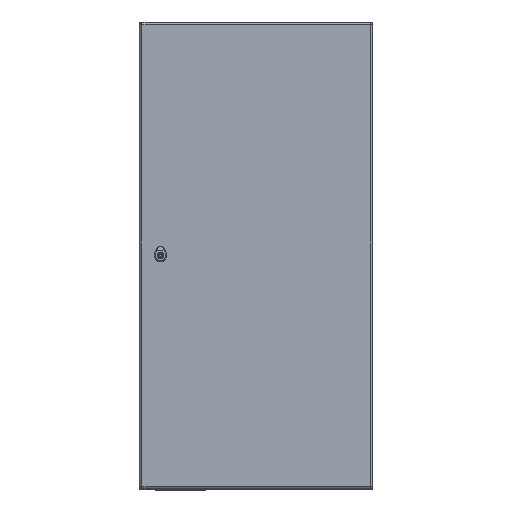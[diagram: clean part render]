
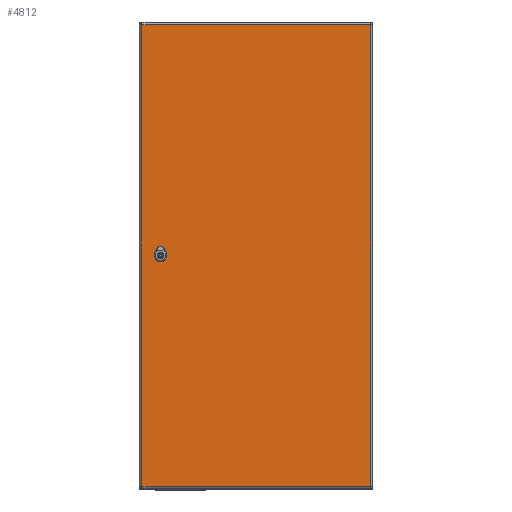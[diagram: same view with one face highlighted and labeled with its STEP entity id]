
A CAD part, top view. The second image highlights one B-rep face of the part: STEP entity #4812.
In plain terms, the highlighted face is planar.
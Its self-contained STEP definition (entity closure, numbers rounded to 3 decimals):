
#2882=FACE_BOUND('',#6899,.T.);
#2883=FACE_BOUND('',#6900,.T.);
#4080=CIRCLE('',#17865,11.25);
#4081=CIRCLE('',#17866,11.25);
#4082=CIRCLE('',#17867,11.25);
#4083=CIRCLE('',#17868,11.25);
#4084=CIRCLE('',#17869,0.4);
#4085=CIRCLE('',#17870,0.4);
#4086=CIRCLE('',#17871,0.4);
#4087=CIRCLE('',#17872,0.4);
#4812=ADVANCED_FACE('',(#2882,#2883),#5386,.F.);
#5386=PLANE('',#17873);
#6899=EDGE_LOOP('',(#9263,#9264,#9265,#9266,#9267,#9268,#9269,#9270));
#6900=EDGE_LOOP('',(#9271,#9272,#9273,#9274,#9275,#9276,#9277,#9278));
#9263=ORIENTED_EDGE('',*,*,#14115,.T.);
#9264=ORIENTED_EDGE('',*,*,#14116,.T.);
#9265=ORIENTED_EDGE('',*,*,#14117,.T.);
#9266=ORIENTED_EDGE('',*,*,#14118,.T.);
#9267=ORIENTED_EDGE('',*,*,#14119,.T.);
#9268=ORIENTED_EDGE('',*,*,#14120,.T.);
#9269=ORIENTED_EDGE('',*,*,#14121,.T.);
#9270=ORIENTED_EDGE('',*,*,#14122,.T.);
#9271=ORIENTED_EDGE('',*,*,#14123,.F.);
#9272=ORIENTED_EDGE('',*,*,#14124,.F.);
#9273=ORIENTED_EDGE('',*,*,#14125,.F.);
#9274=ORIENTED_EDGE('',*,*,#14126,.F.);
#9275=ORIENTED_EDGE('',*,*,#14127,.F.);
#9276=ORIENTED_EDGE('',*,*,#14128,.F.);
#9277=ORIENTED_EDGE('',*,*,#14129,.F.);
#9278=ORIENTED_EDGE('',*,*,#14130,.F.);
#12447=VERTEX_POINT('',#25440);
#12448=VERTEX_POINT('',#25441);
#12449=VERTEX_POINT('',#25443);
#12450=VERTEX_POINT('',#25445);
#12451=VERTEX_POINT('',#25447);
#12452=VERTEX_POINT('',#25449);
#12453=VERTEX_POINT('',#25451);
#12454=VERTEX_POINT('',#25453);
#12455=VERTEX_POINT('',#25456);
#12456=VERTEX_POINT('',#25457);
#12457=VERTEX_POINT('',#25459);
#12458=VERTEX_POINT('',#25461);
#12459=VERTEX_POINT('',#25463);
#12460=VERTEX_POINT('',#25465);
#12461=VERTEX_POINT('',#25467);
#12462=VERTEX_POINT('',#25469);
#14115=EDGE_CURVE('',#12447,#12448,#15617,.T.);
#14116=EDGE_CURVE('',#12448,#12449,#4080,.T.);
#14117=EDGE_CURVE('',#12449,#12450,#15618,.T.);
#14118=EDGE_CURVE('',#12450,#12451,#4081,.T.);
#14119=EDGE_CURVE('',#12451,#12452,#15619,.T.);
#14120=EDGE_CURVE('',#12452,#12453,#4082,.T.);
#14121=EDGE_CURVE('',#12453,#12454,#15620,.T.);
#14122=EDGE_CURVE('',#12454,#12447,#4083,.T.);
#14123=EDGE_CURVE('',#12455,#12456,#4084,.T.);
#14124=EDGE_CURVE('',#12457,#12455,#15621,.T.);
#14125=EDGE_CURVE('',#12458,#12457,#4085,.T.);
#14126=EDGE_CURVE('',#12459,#12458,#15622,.T.);
#14127=EDGE_CURVE('',#12460,#12459,#4086,.T.);
#14128=EDGE_CURVE('',#12461,#12460,#15623,.T.);
#14129=EDGE_CURVE('',#12462,#12461,#4087,.T.);
#14130=EDGE_CURVE('',#12456,#12462,#15624,.T.);
#15617=LINE('',#25439,#16495);
#15618=LINE('',#25444,#16496);
#15619=LINE('',#25448,#16497);
#15620=LINE('',#25452,#16498);
#15621=LINE('',#25458,#16499);
#15622=LINE('',#25462,#16500);
#15623=LINE('',#25466,#16501);
#15624=LINE('',#25470,#16502);
#16495=VECTOR('',#20911,1.);
#16496=VECTOR('',#20914,1.);
#16497=VECTOR('',#20917,1.);
#16498=VECTOR('',#20920,1.);
#16499=VECTOR('',#20925,1.);
#16500=VECTOR('',#20928,1.);
#16501=VECTOR('',#20931,1.);
#16502=VECTOR('',#20934,1.);
#17865=AXIS2_PLACEMENT_3D('',#25442,#20912,#20913);
#17866=AXIS2_PLACEMENT_3D('',#25446,#20915,#20916);
#17867=AXIS2_PLACEMENT_3D('',#25450,#20918,#20919);
#17868=AXIS2_PLACEMENT_3D('',#25454,#20921,#20922);
#17869=AXIS2_PLACEMENT_3D('',#25455,#20923,#20924);
#17870=AXIS2_PLACEMENT_3D('',#25460,#20926,#20927);
#17871=AXIS2_PLACEMENT_3D('',#25464,#20929,#20930);
#17872=AXIS2_PLACEMENT_3D('',#25468,#20932,#20933);
#17873=AXIS2_PLACEMENT_3D('',#25471,#20935,#20936);
#20911=DIRECTION('',(-1.,0.,0.));
#20912=DIRECTION('',(0.,0.,1.));
#20913=DIRECTION('',(1.,0.,0.));
#20914=DIRECTION('',(0.,-1.,0.));
#20915=DIRECTION('',(0.,0.,1.));
#20916=DIRECTION('',(1.,0.,0.));
#20917=DIRECTION('',(1.,0.,0.));
#20918=DIRECTION('',(0.,0.,1.));
#20919=DIRECTION('',(1.,0.,0.));
#20920=DIRECTION('',(0.,1.,0.));
#20921=DIRECTION('',(0.,0.,1.));
#20922=DIRECTION('',(1.,0.,0.));
#20923=DIRECTION('',(0.,0.,1.));
#20924=DIRECTION('',(1.,0.,0.));
#20925=DIRECTION('',(0.,-1.,0.));
#20926=DIRECTION('',(0.,0.,1.));
#20927=DIRECTION('',(1.,0.,0.));
#20928=DIRECTION('',(-1.,0.,0.));
#20929=DIRECTION('',(0.,0.,1.));
#20930=DIRECTION('',(1.,0.,0.));
#20931=DIRECTION('',(0.,1.,0.));
#20932=DIRECTION('',(0.,0.,1.));
#20933=DIRECTION('',(1.,0.,0.));
#20934=DIRECTION('',(1.,0.,0.));
#20935=DIRECTION('',(0.,0.,1.));
#20936=DIRECTION('',(1.,0.,0.));
#25439=CARTESIAN_POINT('',(-293.35,10.2,0.));
#25440=CARTESIAN_POINT('',(250.596,10.2,0.));
#25441=CARTESIAN_POINT('',(241.104,10.2,0.));
#25442=CARTESIAN_POINT('',(245.85,0.,0.));
#25443=CARTESIAN_POINT('',(235.65,4.746,0.));
#25444=CARTESIAN_POINT('',(235.65,593.,0.));
#25445=CARTESIAN_POINT('',(235.65,-4.746,0.));
#25446=CARTESIAN_POINT('',(245.85,0.,0.));
#25447=CARTESIAN_POINT('',(241.104,-10.2,0.));
#25448=CARTESIAN_POINT('',(-293.35,-10.2,0.));
#25449=CARTESIAN_POINT('',(250.596,-10.2,0.));
#25450=CARTESIAN_POINT('',(245.85,0.,0.));
#25451=CARTESIAN_POINT('',(256.05,-4.746,0.));
#25452=CARTESIAN_POINT('',(256.05,593.,0.));
#25453=CARTESIAN_POINT('',(256.05,4.746,0.));
#25454=CARTESIAN_POINT('',(245.85,0.,0.));
#25455=CARTESIAN_POINT('',(-293.35,-593.,0.));
#25456=CARTESIAN_POINT('',(-293.75,-593.,0.));
#25457=CARTESIAN_POINT('',(-293.35,-593.4,0.));
#25458=CARTESIAN_POINT('',(-293.75,593.,0.));
#25459=CARTESIAN_POINT('',(-293.75,593.,0.));
#25460=CARTESIAN_POINT('',(-293.35,593.,0.));
#25461=CARTESIAN_POINT('',(-293.35,593.4,0.));
#25462=CARTESIAN_POINT('',(293.35,593.4,0.));
#25463=CARTESIAN_POINT('',(293.35,593.4,0.));
#25464=CARTESIAN_POINT('',(293.35,593.,0.));
#25465=CARTESIAN_POINT('',(293.75,593.,0.));
#25466=CARTESIAN_POINT('',(293.75,-593.,0.));
#25467=CARTESIAN_POINT('',(293.75,-593.,0.));
#25468=CARTESIAN_POINT('',(293.35,-593.,0.));
#25469=CARTESIAN_POINT('',(293.35,-593.4,0.));
#25470=CARTESIAN_POINT('',(-293.35,-593.4,0.));
#25471=CARTESIAN_POINT('',(-293.35,593.,0.));
